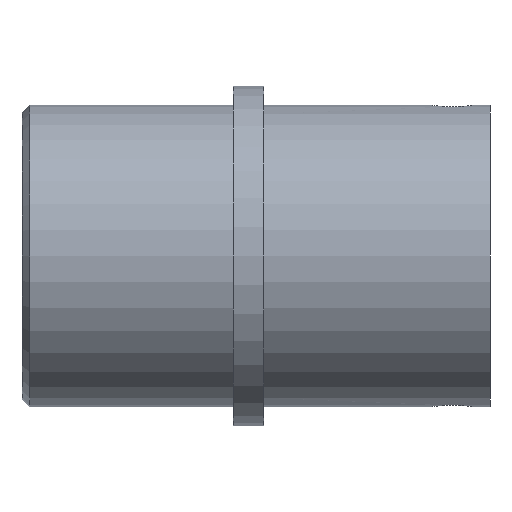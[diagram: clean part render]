
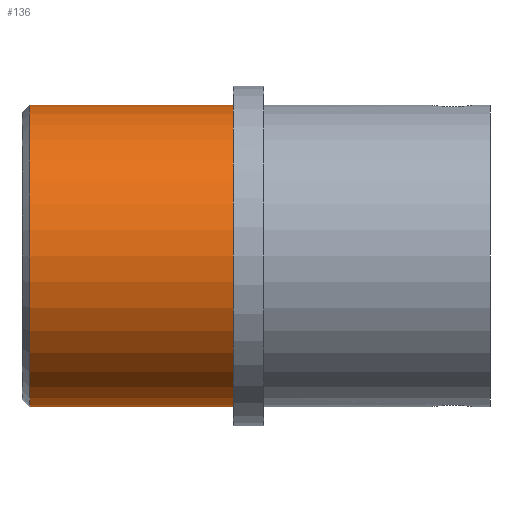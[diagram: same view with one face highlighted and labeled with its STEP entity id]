
A CAD part, front view. The second image highlights one B-rep face of the part: STEP entity #136.
In plain terms, the highlighted cylindrical face has radius 20 mm (diameter 40 mm), a partial arc.
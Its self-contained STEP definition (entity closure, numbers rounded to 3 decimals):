
#17 = AXIS2_PLACEMENT_3D ( 'NONE', #822, #817, #821 ) ;
#18 = AXIS2_PLACEMENT_3D ( 'NONE', #820, #819, #818 ) ;
#58 = AXIS2_PLACEMENT_3D ( 'NONE', #826, #825, #823 ) ;
#105 = EDGE_CURVE ( 'NONE', #481, #497, #448, .T. ) ;
#106 = EDGE_CURVE ( 'NONE', #477, #504, #446, .T. ) ;
#133 = EDGE_CURVE ( 'NONE', #481, #477, #412, .T. ) ;
#134 = EDGE_CURVE ( 'NONE', #504, #497, #411, .T. ) ;
#136 = ADVANCED_FACE ( 'NONE', ( #423 ), #405, .T. ) ;
#216 = DIRECTION ( 'NONE',  ( -1., 0., 0. ) ) ;
#218 = CARTESIAN_POINT ( 'NONE',  ( 0., 0., 20. ) ) ;
#246 = DIRECTION ( 'NONE',  ( -1., 0., 0. ) ) ;
#253 = CARTESIAN_POINT ( 'NONE',  ( 0., 0., -20. ) ) ;
#405 = CYLINDRICAL_SURFACE ( 'NONE', #17, 20. ) ;
#411 = CIRCLE ( 'NONE', #18, 20. ) ;
#412 = CIRCLE ( 'NONE', #58, 20. ) ;
#423 = FACE_OUTER_BOUND ( 'NONE', #525, .T. ) ;
#442 = VECTOR ( 'NONE', #216, 1000. ) ;
#444 = VECTOR ( 'NONE', #246, 1000. ) ;
#446 = LINE ( 'NONE', #218, #442 ) ;
#448 = LINE ( 'NONE', #253, #444 ) ;
#477 = VERTEX_POINT ( 'NONE', #723 ) ;
#481 = VERTEX_POINT ( 'NONE', #721 ) ;
#497 = VERTEX_POINT ( 'NONE', #699 ) ;
#504 = VERTEX_POINT ( 'NONE', #690 ) ;
#525 = EDGE_LOOP ( 'NONE', ( #604, #605, #606, #607 ) ) ;
#604 = ORIENTED_EDGE ( 'NONE', *, *, #105, .F. ) ;
#605 = ORIENTED_EDGE ( 'NONE', *, *, #133, .T. ) ;
#606 = ORIENTED_EDGE ( 'NONE', *, *, #106, .T. ) ;
#607 = ORIENTED_EDGE ( 'NONE', *, *, #134, .T. ) ;
#690 = CARTESIAN_POINT ( 'NONE',  ( 1., 0., 20. ) ) ;
#699 = CARTESIAN_POINT ( 'NONE',  ( 1., 0., -20. ) ) ;
#721 = CARTESIAN_POINT ( 'NONE',  ( 28., 0., -20. ) ) ;
#723 = CARTESIAN_POINT ( 'NONE',  ( 28., 0., 20. ) ) ;
#817 = DIRECTION ( 'NONE',  ( -1., 0., 0. ) ) ;
#818 = DIRECTION ( 'NONE',  ( 0., 0., -1. ) ) ;
#819 = DIRECTION ( 'NONE',  ( 1., 0., 0. ) ) ;
#820 = CARTESIAN_POINT ( 'NONE',  ( 1., 0., 0. ) ) ;
#821 = DIRECTION ( 'NONE',  ( 0., 0., 1. ) ) ;
#822 = CARTESIAN_POINT ( 'NONE',  ( 0., 0., 0. ) ) ;
#823 = DIRECTION ( 'NONE',  ( 0., 0., 1. ) ) ;
#825 = DIRECTION ( 'NONE',  ( -1., 0., 0. ) ) ;
#826 = CARTESIAN_POINT ( 'NONE',  ( 28., 0., 0. ) ) ;
